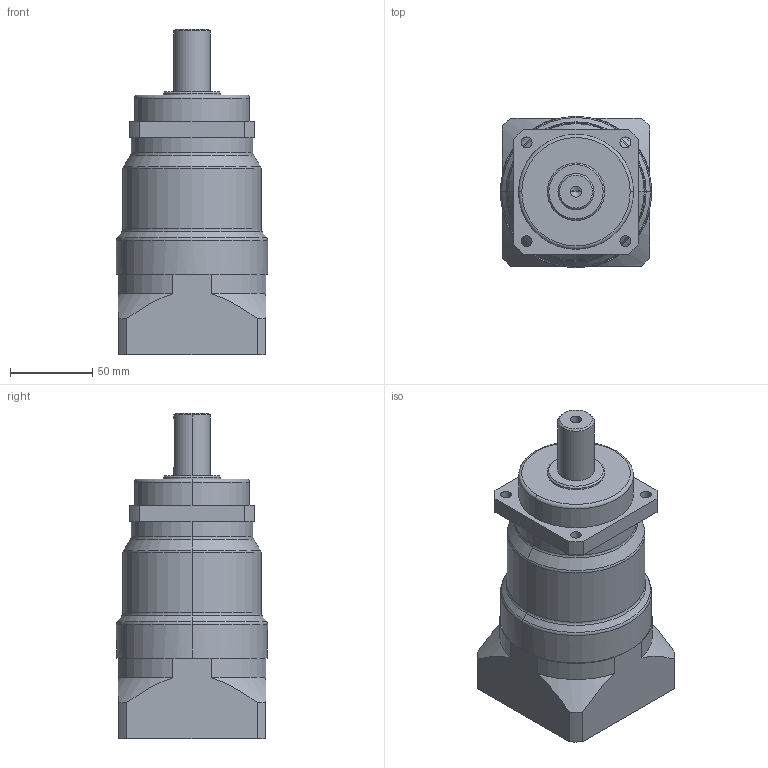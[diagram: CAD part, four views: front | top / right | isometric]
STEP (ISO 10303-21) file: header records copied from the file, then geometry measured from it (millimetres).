
FILE_DESCRIPTION((''),'2;1');
FILE_NAME('VRS75_S2_L2','2022-06-14T14:57:52',('Administrator'),(''),'CREO PARAMETRIC BY PTC INC, 2019010','CREO PARAMETRIC BY PTC INC, 2019010','');
FILE_SCHEMA(('CONFIG_CONTROL_DESIGN'));
Length unit declared in the file: millimetre
Products named in the file (1): VRS75_S2_L2
Bounding box: 92 x 92 x 198 mm (x, y, z)
Volume: 915290.9 mm3; surface area: 79393.3 mm2
Topology: 1 solids, 1 shells, 340 faces, 941 edges, 622 vertices
Faces by surface type: extrusion 124, plane 119, cylinder 62, cone 25, torus 10
Entity records: 11816 total; most frequent: CARTESIAN_POINT 3517, ORIENTED_EDGE 1862, DIRECTION 1368, EDGE_CURVE 931, VERTEX_POINT 622, VECTOR 594, LINE 470, B_SPLINE_CURVE_WITH_KNOTS 414
